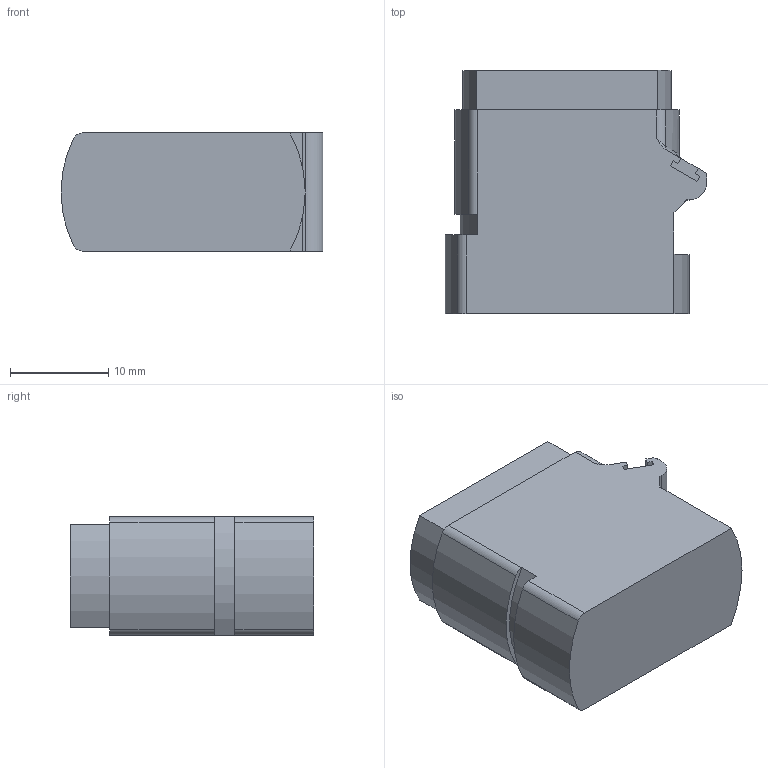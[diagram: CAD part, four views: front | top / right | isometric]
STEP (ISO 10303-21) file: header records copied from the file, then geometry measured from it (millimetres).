
FILE_DESCRIPTION((''),'2;1');
FILE_NAME('00113080502','2020-09-14T',('presta_be4'),(''),'CREO PARAMETRIC BY PTC INC, 2018360','CREO PARAMETRIC BY PTC INC, 2018360','');
FILE_SCHEMA(('CONFIG_CONTROL_DESIGN'));
Products named in the file (1): 00113080502
Bounding box: 26.6 x 24.72 x 12 mm (x, y, z)
Volume: 5189.9 mm3; surface area: 5881.9 mm2
Topology: 9 solids, 9 shells, 2180 faces, 5930 edges, 3792 vertices
Faces by surface type: plane 1278, cone 352, cylinder 337, torus 208, bspline 5
Entity records: 76639 total; most frequent: CARTESIAN_POINT 22002, ORIENTED_EDGE 11796, DIRECTION 11179, EDGE_CURVE 5898, AXIS2_PLACEMENT_3D 4158, VERTEX_POINT 3792, VECTOR 2863, LINE 2863
